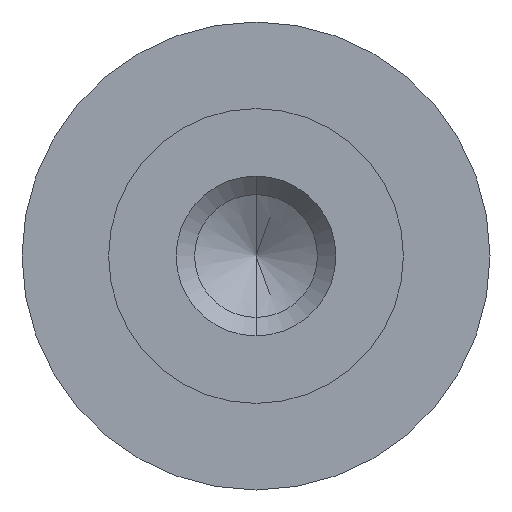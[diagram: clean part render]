
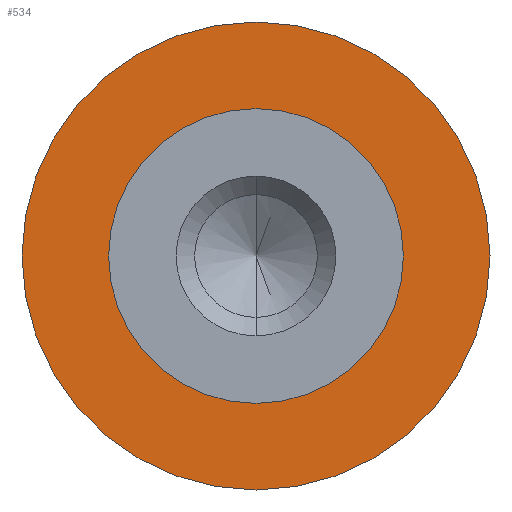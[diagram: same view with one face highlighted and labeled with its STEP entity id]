
A CAD part, left-side view. The second image highlights one B-rep face of the part: STEP entity #534.
In plain terms, the highlighted planar face has unit normal (-1, 0, 0).
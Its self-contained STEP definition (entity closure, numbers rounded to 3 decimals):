
#16 = AXIS2_PLACEMENT_3D ( 'NONE', #300, #18, #303 ) ;
#18 = DIRECTION ( 'NONE',  ( -1., 0., 0. ) ) ;
#65 = EDGE_LOOP ( 'NONE', ( #286, #575 ) ) ;
#82 = DIRECTION ( 'NONE',  ( 1., 0., 0. ) ) ;
#130 = DIRECTION ( 'NONE',  ( 0., 1., 0. ) ) ;
#153 = AXIS2_PLACEMENT_3D ( 'NONE', #474, #713, #130 ) ;
#157 = CARTESIAN_POINT ( 'NONE',  ( 0., -6., 0. ) ) ;
#192 = CIRCLE ( 'NONE', #557, 6. ) ;
#283 = DIRECTION ( 'NONE',  ( -1., 0., 0. ) ) ;
#286 = ORIENTED_EDGE ( 'NONE', *, *, #669, .F. ) ;
#294 = CIRCLE ( 'NONE', #679, 9.525 ) ;
#300 = CARTESIAN_POINT ( 'NONE',  ( 0., 9.525, 0. ) ) ;
#303 = DIRECTION ( 'NONE',  ( 0., -1., 0. ) ) ;
#316 = VERTEX_POINT ( 'NONE', #750 ) ;
#342 = CIRCLE ( 'NONE', #730, 6. ) ;
#362 = FACE_OUTER_BOUND ( 'NONE', #427, .T. ) ;
#392 = VERTEX_POINT ( 'NONE', #508 ) ;
#410 = EDGE_CURVE ( 'NONE', #712, #392, #192, .T. ) ;
#427 = EDGE_LOOP ( 'NONE', ( #502, #445 ) ) ;
#436 = DIRECTION ( 'NONE',  ( 0., -1., 0. ) ) ;
#445 = ORIENTED_EDGE ( 'NONE', *, *, #540, .F. ) ;
#474 = CARTESIAN_POINT ( 'NONE',  ( 0., 0., 0. ) ) ;
#498 = VERTEX_POINT ( 'NONE', #591 ) ;
#502 = ORIENTED_EDGE ( 'NONE', *, *, #589, .F. ) ;
#508 = CARTESIAN_POINT ( 'NONE',  ( 0., 6., 0. ) ) ;
#520 = PLANE ( 'NONE',  #16 ) ;
#533 = CARTESIAN_POINT ( 'NONE',  ( 0., 0., 0. ) ) ;
#534 = ADVANCED_FACE ( 'NONE', ( #362, #595 ), #520, .T. ) ;
#540 = EDGE_CURVE ( 'NONE', #498, #316, #708, .T. ) ;
#557 = AXIS2_PLACEMENT_3D ( 'NONE', #752, #283, #562 ) ;
#562 = DIRECTION ( 'NONE',  ( 0., -1., 0. ) ) ;
#575 = ORIENTED_EDGE ( 'NONE', *, *, #410, .F. ) ;
#589 = EDGE_CURVE ( 'NONE', #316, #498, #294, .T. ) ;
#591 = CARTESIAN_POINT ( 'NONE',  ( 0., -9.525, 0. ) ) ;
#595 = FACE_BOUND ( 'NONE', #65, .T. ) ;
#611 = DIRECTION ( 'NONE',  ( -1., 0., 0. ) ) ;
#669 = EDGE_CURVE ( 'NONE', #392, #712, #342, .T. ) ;
#679 = AXIS2_PLACEMENT_3D ( 'NONE', #533, #82, #717 ) ;
#708 = CIRCLE ( 'NONE', #153, 9.525 ) ;
#712 = VERTEX_POINT ( 'NONE', #157 ) ;
#713 = DIRECTION ( 'NONE',  ( 1., 0., 0. ) ) ;
#717 = DIRECTION ( 'NONE',  ( 0., 1., 0. ) ) ;
#724 = CARTESIAN_POINT ( 'NONE',  ( 0., 0., 0. ) ) ;
#730 = AXIS2_PLACEMENT_3D ( 'NONE', #724, #611, #436 ) ;
#750 = CARTESIAN_POINT ( 'NONE',  ( 0., 9.525, 0. ) ) ;
#752 = CARTESIAN_POINT ( 'NONE',  ( 0., 0., 0. ) ) ;
